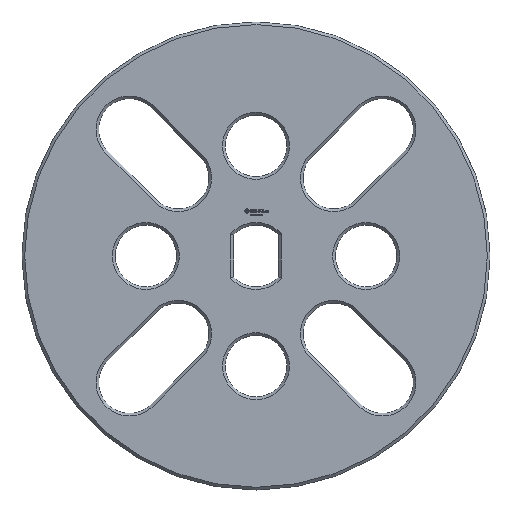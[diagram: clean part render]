
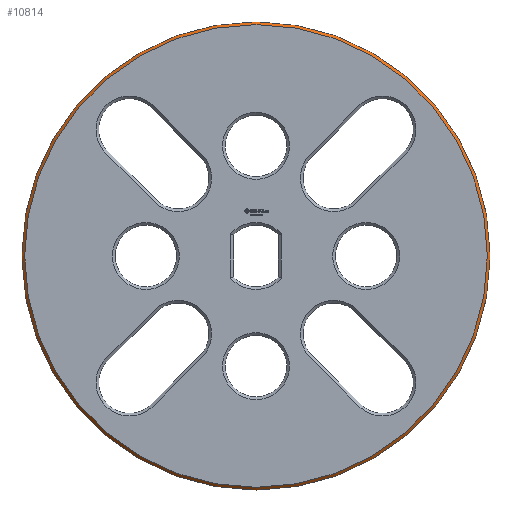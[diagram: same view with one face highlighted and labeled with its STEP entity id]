
A CAD part, top view. The second image highlights one B-rep face of the part: STEP entity #10814.
In plain terms, the highlighted conical face has half-angle 45 degrees and reference radius 26.562 mm.
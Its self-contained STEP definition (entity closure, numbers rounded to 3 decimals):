
#21 = EDGE_CURVE('',#22,#22,#24,.T.);
#22 = VERTEX_POINT('',#23);
#23 = CARTESIAN_POINT('',(26.263,0.,3.125));
#24 = SURFACE_CURVE('',#25,(#30,#42),.PCURVE_S1.);
#25 = CIRCLE('',#26,26.263);
#26 = AXIS2_PLACEMENT_3D('',#27,#28,#29);
#27 = CARTESIAN_POINT('',(0.,0.,3.125));
#28 = DIRECTION('',(0.,0.,-1.));
#29 = DIRECTION('',(1.,0.,0.));
#30 = PCURVE('',#31,#36);
#31 = PLANE('',#32);
#32 = AXIS2_PLACEMENT_3D('',#33,#34,#35);
#33 = CARTESIAN_POINT('',(0.,0.,3.125));
#34 = DIRECTION('',(0.,0.,-1.));
#35 = DIRECTION('',(1.,0.,0.));
#36 = DEFINITIONAL_REPRESENTATION('',(#37),#41);
#37 = CIRCLE('',#38,26.263);
#38 = AXIS2_PLACEMENT_2D('',#39,#40);
#39 = CARTESIAN_POINT('',(0.,0.));
#40 = DIRECTION('',(1.,0.));
#41 = ( GEOMETRIC_REPRESENTATION_CONTEXT(2) 
PARAMETRIC_REPRESENTATION_CONTEXT() REPRESENTATION_CONTEXT('2D SPACE',''
  ) );
#42 = PCURVE('',#43,#48);
#43 = CONICAL_SURFACE('',#44,26.563,0.785);
#44 = AXIS2_PLACEMENT_3D('',#45,#46,#47);
#45 = CARTESIAN_POINT('',(0.,0.,2.825));
#46 = DIRECTION('',(0.,0.,-1.));
#47 = DIRECTION('',(1.,0.,0.));
#48 = DEFINITIONAL_REPRESENTATION('',(#49),#53);
#49 = LINE('',#50,#51);
#50 = CARTESIAN_POINT('',(0.,-0.3));
#51 = VECTOR('',#52,1.);
#52 = DIRECTION('',(1.,-0.));
#53 = ( GEOMETRIC_REPRESENTATION_CONTEXT(2) 
PARAMETRIC_REPRESENTATION_CONTEXT() REPRESENTATION_CONTEXT('2D SPACE',''
  ) );
#10814 = ADVANCED_FACE('',(#10815),#43,.T.);
#10815 = FACE_BOUND('',#10816,.F.);
#10816 = EDGE_LOOP('',(#10817,#10846,#10867,#10868));
#10817 = ORIENTED_EDGE('',*,*,#10818,.T.);
#10818 = EDGE_CURVE('',#10819,#10819,#10821,.T.);
#10819 = VERTEX_POINT('',#10820);
#10820 = CARTESIAN_POINT('',(26.563,0.,2.825));
#10821 = SURFACE_CURVE('',#10822,(#10827,#10834),.PCURVE_S1.);
#10822 = CIRCLE('',#10823,26.563);
#10823 = AXIS2_PLACEMENT_3D('',#10824,#10825,#10826);
#10824 = CARTESIAN_POINT('',(0.,0.,2.825));
#10825 = DIRECTION('',(0.,0.,-1.));
#10826 = DIRECTION('',(1.,0.,0.));
#10827 = PCURVE('',#43,#10828);
#10828 = DEFINITIONAL_REPRESENTATION('',(#10829),#10833);
#10829 = LINE('',#10830,#10831);
#10830 = CARTESIAN_POINT('',(0.,-0.));
#10831 = VECTOR('',#10832,1.);
#10832 = DIRECTION('',(1.,-0.));
#10833 = ( GEOMETRIC_REPRESENTATION_CONTEXT(2) 
PARAMETRIC_REPRESENTATION_CONTEXT() REPRESENTATION_CONTEXT('2D SPACE',''
  ) );
#10834 = PCURVE('',#10835,#10840);
#10835 = CYLINDRICAL_SURFACE('',#10836,26.563);
#10836 = AXIS2_PLACEMENT_3D('',#10837,#10838,#10839);
#10837 = CARTESIAN_POINT('',(0.,0.,2.325));
#10838 = DIRECTION('',(0.,0.,1.));
#10839 = DIRECTION('',(1.,0.,0.));
#10840 = DEFINITIONAL_REPRESENTATION('',(#10841),#10845);
#10841 = LINE('',#10842,#10843);
#10842 = CARTESIAN_POINT('',(-0.,0.5));
#10843 = VECTOR('',#10844,1.);
#10844 = DIRECTION('',(-1.,0.));
#10845 = ( GEOMETRIC_REPRESENTATION_CONTEXT(2) 
PARAMETRIC_REPRESENTATION_CONTEXT() REPRESENTATION_CONTEXT('2D SPACE',''
  ) );
#10846 = ORIENTED_EDGE('',*,*,#10847,.T.);
#10847 = EDGE_CURVE('',#10819,#22,#10848,.T.);
#10848 = SEAM_CURVE('',#10849,(#10853,#10860),.PCURVE_S1.);
#10849 = LINE('',#10850,#10851);
#10850 = CARTESIAN_POINT('',(26.563,0.,2.825));
#10851 = VECTOR('',#10852,1.);
#10852 = DIRECTION('',(-0.707,0.,
    0.707));
#10853 = PCURVE('',#43,#10854);
#10854 = DEFINITIONAL_REPRESENTATION('',(#10855),#10859);
#10855 = LINE('',#10856,#10857);
#10856 = CARTESIAN_POINT('',(0.,-0.));
#10857 = VECTOR('',#10858,1.);
#10858 = DIRECTION('',(0.,-1.));
#10859 = ( GEOMETRIC_REPRESENTATION_CONTEXT(2) 
PARAMETRIC_REPRESENTATION_CONTEXT() REPRESENTATION_CONTEXT('2D SPACE',''
  ) );
#10860 = PCURVE('',#43,#10861);
#10861 = DEFINITIONAL_REPRESENTATION('',(#10862),#10866);
#10862 = LINE('',#10863,#10864);
#10863 = CARTESIAN_POINT('',(6.283,-0.));
#10864 = VECTOR('',#10865,1.);
#10865 = DIRECTION('',(0.,-1.));
#10866 = ( GEOMETRIC_REPRESENTATION_CONTEXT(2) 
PARAMETRIC_REPRESENTATION_CONTEXT() REPRESENTATION_CONTEXT('2D SPACE',''
  ) );
#10867 = ORIENTED_EDGE('',*,*,#21,.F.);
#10868 = ORIENTED_EDGE('',*,*,#10847,.F.);
